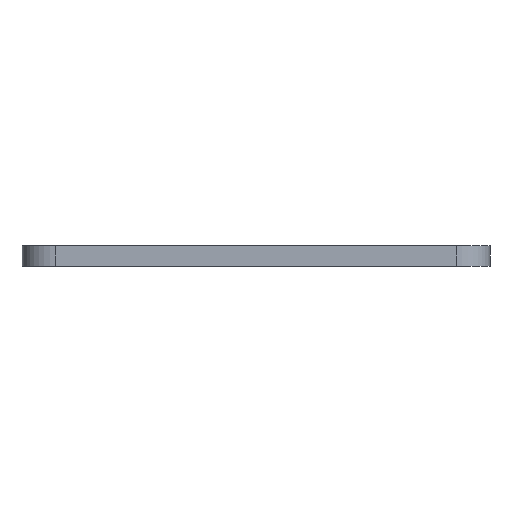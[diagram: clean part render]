
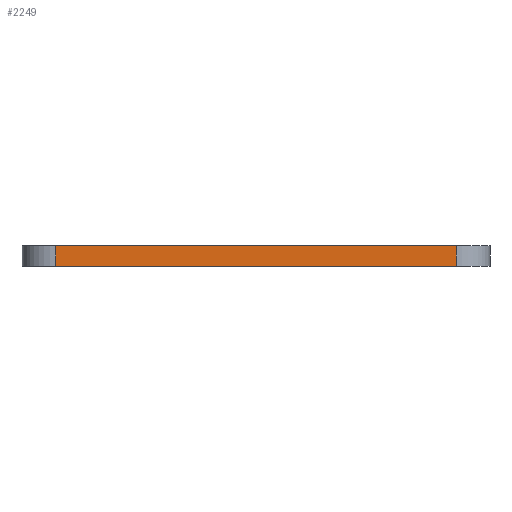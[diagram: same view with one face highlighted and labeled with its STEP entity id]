
A CAD part, left-side view. The second image highlights one B-rep face of the part: STEP entity #2249.
In plain terms, the highlighted planar face has unit normal (-1, 0, 0).
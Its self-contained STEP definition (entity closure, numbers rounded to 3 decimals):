
#238=FACE_OUTER_BOUND('',#385,.T.);
#385=EDGE_LOOP('',(#1799,#1800,#1801,#1802));
#506=LINE('',#3350,#733);
#552=LINE('',#3536,#779);
#614=LINE('',#3761,#841);
#615=LINE('',#3763,#842);
#733=VECTOR('',#2657,10.);
#779=VECTOR('',#2803,10.);
#841=VECTOR('',#2993,10.);
#842=VECTOR('',#2996,10.);
#961=VERTEX_POINT('',#3347);
#962=VERTEX_POINT('',#3349);
#1051=VERTEX_POINT('',#3533);
#1052=VERTEX_POINT('',#3535);
#1193=EDGE_CURVE('',#961,#962,#506,.T.);
#1286=EDGE_CURVE('',#1052,#1051,#552,.T.);
#1400=EDGE_CURVE('',#1052,#961,#614,.T.);
#1401=EDGE_CURVE('',#1051,#962,#615,.T.);
#1799=ORIENTED_EDGE('',*,*,#1286,.T.);
#1800=ORIENTED_EDGE('',*,*,#1401,.T.);
#1801=ORIENTED_EDGE('',*,*,#1193,.F.);
#1802=ORIENTED_EDGE('',*,*,#1400,.F.);
#2180=PLANE('',#2490);
#2249=ADVANCED_FACE('',(#238),#2180,.T.);
#2490=AXIS2_PLACEMENT_3D('',#3762,#2994,#2995);
#2657=DIRECTION('',(0.,1.,0.));
#2803=DIRECTION('',(0.,1.,0.));
#2993=DIRECTION('',(0.,0.,-1.));
#2994=DIRECTION('center_axis',(-1.,0.,0.));
#2995=DIRECTION('ref_axis',(0.,1.,0.));
#2996=DIRECTION('',(0.,0.,-1.));
#3347=CARTESIAN_POINT('',(-38.575,-29.575,-3.));
#3349=CARTESIAN_POINT('',(-38.575,29.575,-3.));
#3350=CARTESIAN_POINT('',(-38.575,-29.575,-3.));
#3533=CARTESIAN_POINT('',(-38.575,29.575,0.));
#3535=CARTESIAN_POINT('',(-38.575,-29.575,0.));
#3536=CARTESIAN_POINT('',(-38.575,-29.575,0.));
#3761=CARTESIAN_POINT('',(-38.575,-29.575,0.));
#3762=CARTESIAN_POINT('Origin',(-38.575,-29.575,0.));
#3763=CARTESIAN_POINT('',(-38.575,29.575,0.));
